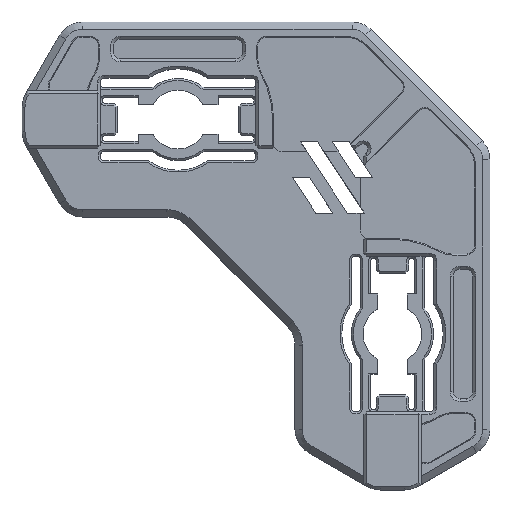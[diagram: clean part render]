
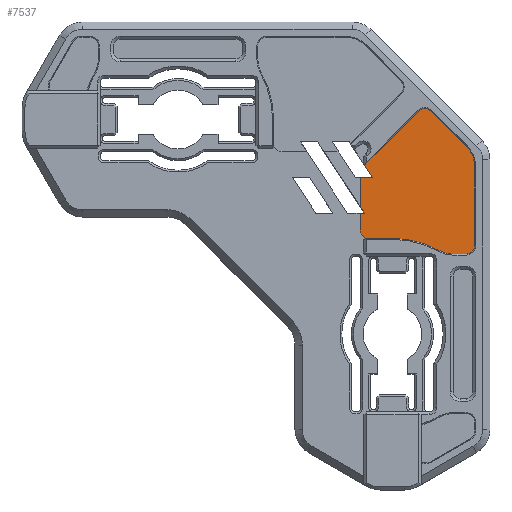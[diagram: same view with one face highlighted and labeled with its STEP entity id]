
A CAD part, top view. The second image highlights one B-rep face of the part: STEP entity #7537.
In plain terms, the highlighted planar face has unit normal (0, 0, 1).
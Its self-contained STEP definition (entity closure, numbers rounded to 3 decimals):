
#209=CIRCLE('',#7981,3.05);
#211=CIRCLE('',#7985,3.05);
#245=CIRCLE('',#8042,1.);
#246=CIRCLE('',#8043,9.8);
#247=CIRCLE('',#8044,2.95);
#248=CIRCLE('',#8045,0.9);
#249=CIRCLE('',#8046,2.95);
#250=CIRCLE('',#8047,0.9);
#550=FACE_OUTER_BOUND('',#998,.T.);
#998=EDGE_LOOP('',(#5180,#5181,#5182,#5183,#5184,#5185,#5186,#5187,#5188,
#5189,#5190,#5191,#5192,#5193,#5194,#5195,#5196,#5197,#5198,#5199,#5200));
#1450=LINE('',#10982,#2273);
#1453=LINE('',#10988,#2276);
#1459=LINE('',#11000,#2282);
#1473=LINE('',#11028,#2296);
#1485=LINE('',#11051,#2308);
#1563=LINE('',#11466,#2386);
#1564=LINE('',#11470,#2387);
#1565=LINE('',#11472,#2388);
#1566=LINE('',#11478,#2389);
#1567=LINE('',#11482,#2390);
#1568=LINE('',#11486,#2391);
#1569=LINE('',#11490,#2392);
#1570=LINE('',#11491,#2393);
#2273=VECTOR('',#8718,10.);
#2276=VECTOR('',#8723,10.);
#2282=VECTOR('',#8731,10.);
#2296=VECTOR('',#8751,10.);
#2308=VECTOR('',#8765,10.);
#2386=VECTOR('',#8971,10.);
#2387=VECTOR('',#8974,10.);
#2388=VECTOR('',#8975,10.);
#2389=VECTOR('',#8980,10.);
#2390=VECTOR('',#8983,10.);
#2391=VECTOR('',#8986,10.);
#2392=VECTOR('',#8989,10.);
#2393=VECTOR('',#8990,10.);
#3090=VERTEX_POINT('',#10979);
#3091=VERTEX_POINT('',#10981);
#3093=VERTEX_POINT('',#10987);
#3097=VERTEX_POINT('',#10998);
#3098=VERTEX_POINT('',#10999);
#3109=VERTEX_POINT('',#11027);
#3119=VERTEX_POINT('',#11050);
#3125=VERTEX_POINT('',#11068);
#3228=VERTEX_POINT('',#11465);
#3229=VERTEX_POINT('',#11467);
#3230=VERTEX_POINT('',#11469);
#3231=VERTEX_POINT('',#11471);
#3232=VERTEX_POINT('',#11473);
#3233=VERTEX_POINT('',#11475);
#3234=VERTEX_POINT('',#11477);
#3235=VERTEX_POINT('',#11479);
#3236=VERTEX_POINT('',#11481);
#3237=VERTEX_POINT('',#11483);
#3238=VERTEX_POINT('',#11485);
#3239=VERTEX_POINT('',#11487);
#3240=VERTEX_POINT('',#11489);
#3801=EDGE_CURVE('',#3091,#3090,#1450,.T.);
#3804=EDGE_CURVE('',#3093,#3091,#1453,.T.);
#3810=EDGE_CURVE('',#3097,#3098,#1459,.T.);
#3824=EDGE_CURVE('',#3109,#3097,#1473,.T.);
#3836=EDGE_CURVE('',#3119,#3093,#1485,.T.);
#3845=EDGE_CURVE('',#3125,#3109,#209,.T.);
#3848=EDGE_CURVE('',#3098,#3119,#211,.T.);
#3967=EDGE_CURVE('',#3090,#3228,#1563,.T.);
#3968=EDGE_CURVE('',#3228,#3229,#245,.T.);
#3969=EDGE_CURVE('',#3230,#3229,#1564,.T.);
#3970=EDGE_CURVE('',#3231,#3230,#1565,.T.);
#3971=EDGE_CURVE('',#3232,#3231,#246,.T.);
#3972=EDGE_CURVE('',#3233,#3232,#247,.T.);
#3973=EDGE_CURVE('',#3234,#3233,#1566,.T.);
#3974=EDGE_CURVE('',#3235,#3234,#248,.T.);
#3975=EDGE_CURVE('',#3236,#3235,#1567,.T.);
#3976=EDGE_CURVE('',#3237,#3236,#249,.T.);
#3977=EDGE_CURVE('',#3238,#3237,#1568,.T.);
#3978=EDGE_CURVE('',#3239,#3238,#250,.T.);
#3979=EDGE_CURVE('',#3240,#3239,#1569,.T.);
#3980=EDGE_CURVE('',#3125,#3240,#1570,.T.);
#5180=ORIENTED_EDGE('',*,*,#3801,.T.);
#5181=ORIENTED_EDGE('',*,*,#3967,.T.);
#5182=ORIENTED_EDGE('',*,*,#3968,.T.);
#5183=ORIENTED_EDGE('',*,*,#3969,.F.);
#5184=ORIENTED_EDGE('',*,*,#3970,.F.);
#5185=ORIENTED_EDGE('',*,*,#3971,.F.);
#5186=ORIENTED_EDGE('',*,*,#3972,.F.);
#5187=ORIENTED_EDGE('',*,*,#3973,.F.);
#5188=ORIENTED_EDGE('',*,*,#3974,.F.);
#5189=ORIENTED_EDGE('',*,*,#3975,.F.);
#5190=ORIENTED_EDGE('',*,*,#3976,.F.);
#5191=ORIENTED_EDGE('',*,*,#3977,.F.);
#5192=ORIENTED_EDGE('',*,*,#3978,.F.);
#5193=ORIENTED_EDGE('',*,*,#3979,.F.);
#5194=ORIENTED_EDGE('',*,*,#3980,.F.);
#5195=ORIENTED_EDGE('',*,*,#3845,.T.);
#5196=ORIENTED_EDGE('',*,*,#3824,.T.);
#5197=ORIENTED_EDGE('',*,*,#3810,.T.);
#5198=ORIENTED_EDGE('',*,*,#3848,.T.);
#5199=ORIENTED_EDGE('',*,*,#3836,.T.);
#5200=ORIENTED_EDGE('',*,*,#3804,.T.);
#7244=PLANE('',#8041);
#7537=ADVANCED_FACE('',(#550),#7244,.F.);
#7981=AXIS2_PLACEMENT_3D('',#11069,#8780,#8781);
#7985=AXIS2_PLACEMENT_3D('',#11073,#8788,#8789);
#8041=AXIS2_PLACEMENT_3D('',#11464,#8969,#8970);
#8042=AXIS2_PLACEMENT_3D('',#11468,#8972,#8973);
#8043=AXIS2_PLACEMENT_3D('',#11474,#8976,#8977);
#8044=AXIS2_PLACEMENT_3D('',#11476,#8978,#8979);
#8045=AXIS2_PLACEMENT_3D('',#11480,#8981,#8982);
#8046=AXIS2_PLACEMENT_3D('',#11484,#8984,#8985);
#8047=AXIS2_PLACEMENT_3D('',#11488,#8987,#8988);
#8718=DIRECTION('',(-1.,0.,0.));
#8723=DIRECTION('',(0.549,-0.836,0.));
#8731=DIRECTION('',(-1.,0.,0.));
#8751=DIRECTION('',(0.549,-0.836,0.));
#8765=DIRECTION('',(0.,-1.,0.));
#8780=DIRECTION('center_axis',(0.,0.,1.));
#8781=DIRECTION('ref_axis',(-1.,0.,0.));
#8788=DIRECTION('center_axis',(0.,0.,1.));
#8789=DIRECTION('ref_axis',(-1.,0.,0.));
#8969=DIRECTION('center_axis',(0.,0.,-1.));
#8970=DIRECTION('ref_axis',(1.,0.,0.));
#8971=DIRECTION('',(0.,-1.,0.));
#8972=DIRECTION('center_axis',(0.,0.,1.));
#8973=DIRECTION('ref_axis',(0.,-1.,0.));
#8974=DIRECTION('',(-0.707,-0.707,0.));
#8975=DIRECTION('',(-1.,0.,0.));
#8976=DIRECTION('center_axis',(0.,0.,1.));
#8977=DIRECTION('ref_axis',(0.,1.,0.));
#8978=DIRECTION('center_axis',(0.,0.,-1.));
#8979=DIRECTION('ref_axis',(1.,0.,0.));
#8980=DIRECTION('',(-1.,0.,0.));
#8981=DIRECTION('center_axis',(0.,0.,-1.));
#8982=DIRECTION('ref_axis',(1.,0.,0.));
#8983=DIRECTION('',(0.,-1.,0.));
#8984=DIRECTION('center_axis',(0.,0.,-1.));
#8985=DIRECTION('ref_axis',(1.,0.,0.));
#8986=DIRECTION('',(0.707,-0.707,0.));
#8987=DIRECTION('center_axis',(0.,0.,-1.));
#8988=DIRECTION('ref_axis',(1.,0.,0.));
#8989=DIRECTION('',(0.707,0.707,0.));
#8990=DIRECTION('',(0.924,-0.383,0.));
#10979=CARTESIAN_POINT('',(18.7,-9.604,7.));
#10981=CARTESIAN_POINT('',(19.127,-9.604,7.));
#10982=CARTESIAN_POINT('',(12.685,-9.604,7.));
#10987=CARTESIAN_POINT('',(18.7,-8.956,7.));
#10988=CARTESIAN_POINT('',(18.457,-8.585,7.));
#10998=CARTESIAN_POINT('',(19.961,-5.95,7.));
#10999=CARTESIAN_POINT('',(18.716,-5.95,7.));
#11000=CARTESIAN_POINT('',(13.102,-5.95,7.));
#11027=CARTESIAN_POINT('',(19.134,-4.692,7.));
#11028=CARTESIAN_POINT('',(20.004,-6.016,7.));
#11050=CARTESIAN_POINT('',(18.7,-6.26,7.));
#11051=CARTESIAN_POINT('',(18.7,-6.26,7.));
#11068=CARTESIAN_POINT('',(19.225,-4.549,7.));
#11069=CARTESIAN_POINT('Origin',(21.75,-6.26,7.));
#11073=CARTESIAN_POINT('Origin',(21.75,-6.26,7.));
#11464=CARTESIAN_POINT('Origin',(8.,-14.,7.));
#11465=CARTESIAN_POINT('',(18.7,-11.3,7.));
#11466=CARTESIAN_POINT('',(18.7,-6.26,7.));
#11467=CARTESIAN_POINT('',(19.289,-12.211,7.));
#11468=CARTESIAN_POINT('Origin',(19.7,-11.3,7.));
#11469=CARTESIAN_POINT('',(19.3,-12.2,7.));
#11470=CARTESIAN_POINT('',(15.92,-15.58,7.));
#11471=CARTESIAN_POINT('',(22.,-12.2,7.));
#11472=CARTESIAN_POINT('',(13.645,-12.2,7.));
#11473=CARTESIAN_POINT('',(26.769,-13.439,7.));
#11474=CARTESIAN_POINT('Origin',(22.,-22.,7.));
#11475=CARTESIAN_POINT('',(28.205,-13.812,7.));
#11476=CARTESIAN_POINT('Origin',(28.205,-10.862,7.));
#11477=CARTESIAN_POINT('',(29.55,-13.812,7.));
#11478=CARTESIAN_POINT('',(18.097,-13.812,7.));
#11479=CARTESIAN_POINT('',(30.45,-12.912,7.));
#11480=CARTESIAN_POINT('Origin',(29.55,-12.912,7.));
#11481=CARTESIAN_POINT('',(30.45,-4.864,7.));
#11482=CARTESIAN_POINT('',(30.45,-13.461,7.));
#11483=CARTESIAN_POINT('',(29.586,-2.778,7.));
#11484=CARTESIAN_POINT('Origin',(27.5,-4.864,7.));
#11485=CARTESIAN_POINT('',(25.96,0.848,7.));
#11486=CARTESIAN_POINT('',(26.391,0.417,7.));
#11487=CARTESIAN_POINT('',(24.687,0.848,7.));
#11488=CARTESIAN_POINT('Origin',(25.323,0.212,7.));
#11489=CARTESIAN_POINT('',(19.271,-4.568,7.));
#11490=CARTESIAN_POINT('',(13.969,-9.869,7.));
#11491=CARTESIAN_POINT('',(16.075,-3.244,7.));
